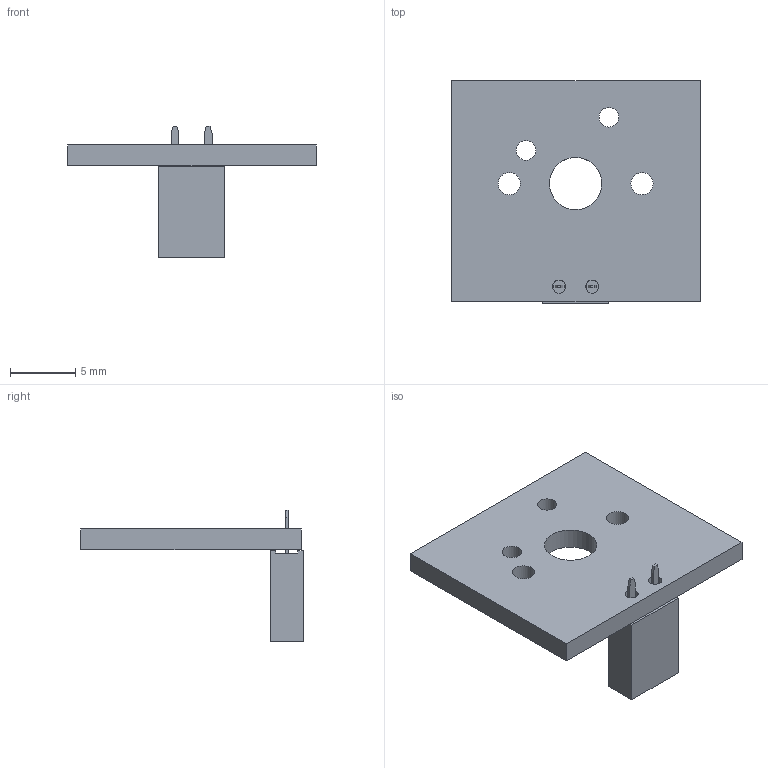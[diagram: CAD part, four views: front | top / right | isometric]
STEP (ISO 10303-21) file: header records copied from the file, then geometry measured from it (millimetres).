
FILE_DESCRIPTION(('KiCad electronic assembly'),'2;1');
FILE_NAME('Pomodoro_V7_TriggerButton.step','2024-05-09T11:23:29',( 'Pcbnew'),('Kicad'),'Open CASCADE STEP processor 7.7', 'KiCad to STEP converter','Unknown');
FILE_SCHEMA(('AUTOMOTIVE_DESIGN { 1 0 10303 214 1 1 1 1 }'));
Length unit declared in the file: millimetre
Products named in the file (4): Pomodoro_V7_TriggerButton 1; PinSocket_1x02_P2.54mm_Vertical; PinSocket_1x02_P254mm_Vertical; Pomodoro_V7_TriggerButton_PCB
Assembly tree (3 placements, depth 3):
  Pomodoro_V7_TriggerButton 1
    PinSocket_1x02_P2.54mm_Vertical
      PinSocket_1x02_P254mm_Vertical
    Pomodoro_V7_TriggerButton_PCB
Bounding box: 19.05 x 17.05 x 10.1 mm (x, y, z)
Volume: 564.5 mm3; surface area: 951.9 mm2
Topology: 2 solids, 2 shells, 85 faces, 217 edges, 142 vertices
Faces by surface type: plane 78, cylinder 7
Full cylindrical faces by diameter (mm): 1 x2, 1.5 x2, 1.7 x2, 4 x1
Entity records: 3127 total; most frequent: CARTESIAN_POINT 448, ORIENTED_EDGE 434, DIRECTION 409, EDGE_CURVE 217, LINE 203, VECTOR 203, VERTEX_POINT 142, FACE_BOUND 105
